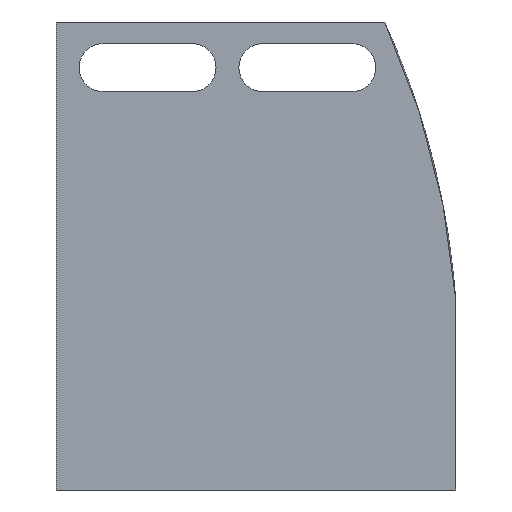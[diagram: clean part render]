
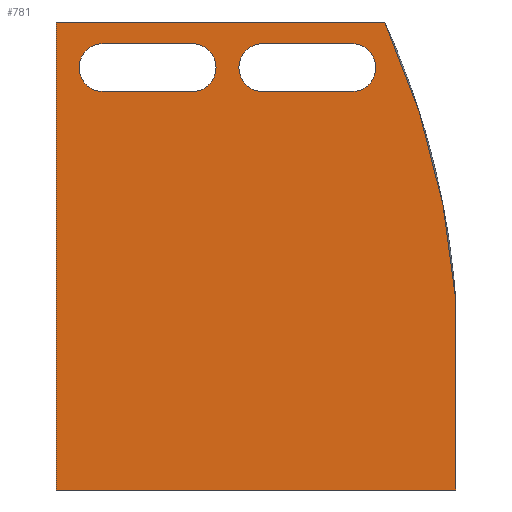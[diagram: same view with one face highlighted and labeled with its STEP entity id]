
A CAD part, front view. The second image highlights one B-rep face of the part: STEP entity #781.
In plain terms, the highlighted planar face has unit normal (0, -1, 0).
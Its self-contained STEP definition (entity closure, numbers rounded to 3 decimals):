
#49=DIRECTION('',(0.,0.,1.));
#50=VECTOR('',#49,41.);
#51=CARTESIAN_POINT('',(0.,-17.,-17.));
#52=LINE('',#51,#50);
#123=CARTESIAN_POINT('',(-37.582,-17.,-5.912));
#124=DIRECTION('',(0.,-1.,0.));
#125=DIRECTION('',(0.997,0.,0.076));
#126=AXIS2_PLACEMENT_3D('',#123,#124,#125);
#131=DIRECTION('',(-1.,0.,0.));
#132=VECTOR('',#131,28.783);
#133=CARTESIAN_POINT('',(28.783,-17.,24.));
#134=LINE('',#133,#132);
#138=CARTESIAN_POINT('',(18.1,-17.,20.));
#139=DIRECTION('',(0.,1.,0.));
#140=DIRECTION('',(0.,0.,-1.));
#141=AXIS2_PLACEMENT_3D('',#138,#139,#140);
#146=CARTESIAN_POINT('',(25.9,-17.,20.));
#147=DIRECTION('',(0.,1.,0.));
#148=DIRECTION('',(0.,0.,1.));
#149=AXIS2_PLACEMENT_3D('',#146,#147,#148);
#154=CARTESIAN_POINT('',(4.1,-17.,20.));
#155=DIRECTION('',(0.,1.,0.));
#156=DIRECTION('',(0.,0.,-1.));
#157=AXIS2_PLACEMENT_3D('',#154,#155,#156);
#162=CARTESIAN_POINT('',(11.9,-17.,20.));
#163=DIRECTION('',(0.,1.,0.));
#164=DIRECTION('',(0.,0.,1.));
#165=AXIS2_PLACEMENT_3D('',#162,#163,#164);
#360=DIRECTION('',(-1.,0.,0.));
#361=VECTOR('',#360,7.8);
#362=CARTESIAN_POINT('',(25.9,-17.,22.1));
#363=LINE('',#362,#361);
#388=DIRECTION('',(1.,0.,0.));
#389=VECTOR('',#388,7.8);
#390=CARTESIAN_POINT('',(18.1,-17.,17.9));
#391=LINE('',#390,#389);
#416=DIRECTION('',(-1.,0.,0.));
#417=VECTOR('',#416,7.8);
#418=CARTESIAN_POINT('',(11.9,-17.,22.1));
#419=LINE('',#418,#417);
#444=DIRECTION('',(1.,0.,0.));
#445=VECTOR('',#444,7.8);
#446=CARTESIAN_POINT('',(4.1,-17.,17.9));
#447=LINE('',#446,#445);
#502=DIRECTION('',(0.,0.,-1.));
#503=VECTOR('',#502,16.645);
#504=CARTESIAN_POINT('',(35.,-17.,-0.355));
#505=LINE('',#504,#503);
#555=DIRECTION('',(-1.,0.,0.));
#556=VECTOR('',#555,35.);
#557=CARTESIAN_POINT('',(35.,-17.,-17.));
#558=LINE('',#557,#556);
#624=CARTESIAN_POINT('',(18.1,-17.,17.9));
#625=CARTESIAN_POINT('',(25.9,-17.,17.9));
#626=VERTEX_POINT('',#624);
#627=VERTEX_POINT('',#625);
#632=CARTESIAN_POINT('',(18.1,-17.,22.1));
#633=VERTEX_POINT('',#632);
#636=CARTESIAN_POINT('',(25.9,-17.,22.1));
#637=VERTEX_POINT('',#636);
#640=CARTESIAN_POINT('',(4.1,-17.,17.9));
#641=CARTESIAN_POINT('',(11.9,-17.,17.9));
#642=VERTEX_POINT('',#640);
#643=VERTEX_POINT('',#641);
#648=CARTESIAN_POINT('',(4.1,-17.,22.1));
#649=VERTEX_POINT('',#648);
#652=CARTESIAN_POINT('',(11.9,-17.,22.1));
#653=VERTEX_POINT('',#652);
#660=CARTESIAN_POINT('',(28.783,-17.,24.));
#661=VERTEX_POINT('',#660);
#662=CARTESIAN_POINT('',(35.,-17.,-0.355));
#663=VERTEX_POINT('',#662);
#665=CARTESIAN_POINT('',(35.,-17.,-17.));
#666=VERTEX_POINT('',#665);
#671=CARTESIAN_POINT('',(0.,-17.,24.));
#672=VERTEX_POINT('',#671);
#673=CARTESIAN_POINT('',(0.,-17.,-17.));
#674=VERTEX_POINT('',#673);
#745=CARTESIAN_POINT('',(0.,-17.,-17.));
#746=DIRECTION('',(0.,-1.,0.));
#747=DIRECTION('',(0.,0.,-1.));
#748=AXIS2_PLACEMENT_3D('',#745,#746,#747);
#749=PLANE('',#748);
#751=ORIENTED_EDGE('',*,*,#750,.F.);
#753=ORIENTED_EDGE('',*,*,#752,.T.);
#755=ORIENTED_EDGE('',*,*,#754,.T.);
#756=ORIENTED_EDGE('',*,*,#722,.T.);
#758=ORIENTED_EDGE('',*,*,#757,.F.);
#759=EDGE_LOOP('',(#751,#753,#755,#756,#758));
#760=FACE_OUTER_BOUND('',#759,.F.);
#762=ORIENTED_EDGE('',*,*,#761,.T.);
#764=ORIENTED_EDGE('',*,*,#763,.F.);
#766=ORIENTED_EDGE('',*,*,#765,.T.);
#768=ORIENTED_EDGE('',*,*,#767,.F.);
#769=EDGE_LOOP('',(#762,#764,#766,#768));
#770=FACE_BOUND('',#769,.F.);
#772=ORIENTED_EDGE('',*,*,#771,.T.);
#774=ORIENTED_EDGE('',*,*,#773,.F.);
#776=ORIENTED_EDGE('',*,*,#775,.T.);
#778=ORIENTED_EDGE('',*,*,#777,.F.);
#779=EDGE_LOOP('',(#772,#774,#776,#778));
#780=FACE_BOUND('',#779,.F.);
#781=ADVANCED_FACE('',(#760,#770,#780),#749,.T.);
#127=CIRCLE('',#126,72.794);
#142=CIRCLE('',#141,2.1);
#150=CIRCLE('',#149,2.1);
#158=CIRCLE('',#157,2.1);
#166=CIRCLE('',#165,2.1);
#722=EDGE_CURVE('',#674,#672,#52,.T.);
#750=EDGE_CURVE('',#663,#661,#127,.T.);
#752=EDGE_CURVE('',#663,#666,#505,.T.);
#754=EDGE_CURVE('',#666,#674,#558,.T.);
#757=EDGE_CURVE('',#661,#672,#134,.T.);
#761=EDGE_CURVE('',#637,#633,#363,.T.);
#763=EDGE_CURVE('',#626,#633,#142,.T.);
#765=EDGE_CURVE('',#626,#627,#391,.T.);
#767=EDGE_CURVE('',#637,#627,#150,.T.);
#771=EDGE_CURVE('',#653,#649,#419,.T.);
#773=EDGE_CURVE('',#642,#649,#158,.T.);
#775=EDGE_CURVE('',#642,#643,#447,.T.);
#777=EDGE_CURVE('',#653,#643,#166,.T.);
